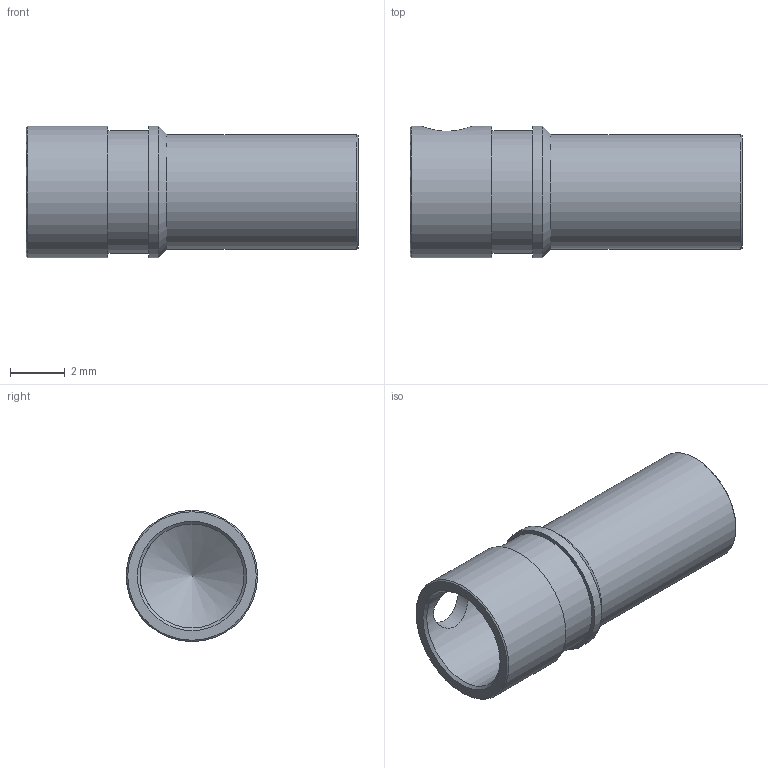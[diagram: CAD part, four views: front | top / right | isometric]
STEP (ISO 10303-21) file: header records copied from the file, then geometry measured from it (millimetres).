
FILE_DESCRIPTION(('HOOPS Exchange Step'),'2;1');
FILE_NAME('PIN-F.step','2019-06-02T17:53:51+00:00',('SYSTEM'),('Unknown organisation'),'HOOPS Exchange 10.0','HOOPS Exchange','Unknown authorisation');
FILE_SCHEMA( ('AUTOMOTIVE_DESIGN { 1 0 10303 214 1 1 1 1 }') );
Length unit declared in the file: millimetre
Products named in the file (2): Default; PIN-F
Assembly tree (1 placements, depth 2):
  PIN-F
    Default
Bounding box: 12.15 x 4.8 x 4.8 mm (x, y, z)
Volume: 84.1 mm3; surface area: 312.6 mm2
Topology: 1 solids, 1 shells, 18 faces, 35 edges, 21 vertices
Faces by surface type: cylinder 7, cone 7, plane 4
Full cylindrical faces by diameter (mm): 1.8 x1, 3.35 x1, 3.8 x1, 4.2 x1, 4.5 x1, 4.8 x2
Entity records: 659 total; most frequent: CARTESIAN_POINT 237, DIRECTION 90, ORIENTED_EDGE 66, AXIS2_PLACEMENT_3D 38, EDGE_CURVE 33, EDGE_LOOP 24, FACE_BOUND 24, VERTEX_POINT 21
